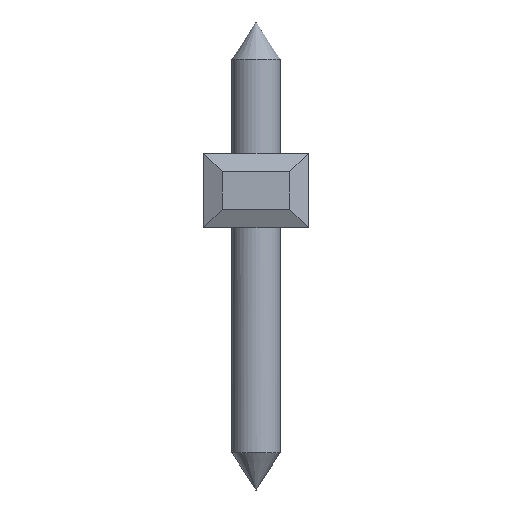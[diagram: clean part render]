
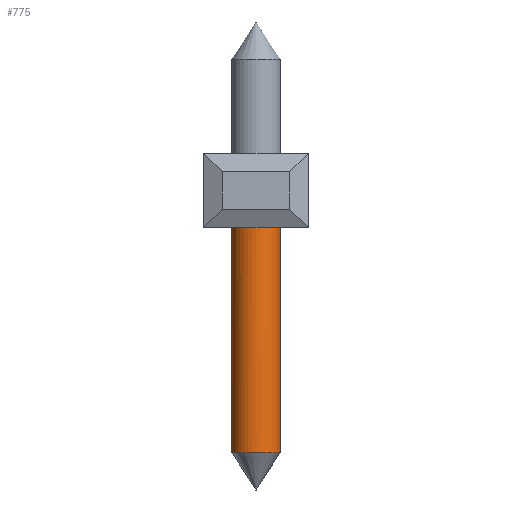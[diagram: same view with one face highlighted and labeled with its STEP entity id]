
A CAD part, left-side view. The second image highlights one B-rep face of the part: STEP entity #775.
In plain terms, the highlighted cylindrical face has radius 0.65 mm (diameter 1.3 mm), a full revolution.
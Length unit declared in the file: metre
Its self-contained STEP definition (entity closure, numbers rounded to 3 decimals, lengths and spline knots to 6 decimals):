
#775=ADVANCED_FACE('',(#1594,#1595),#1596,.T.);
#1594=FACE_OUTER_BOUND('',#2405,.T.);
#1595=FACE_OUTER_BOUND('',#2406,.T.);
#1596=CYLINDRICAL_SURFACE('',#2407,0.00065);
#2405=EDGE_LOOP('',(#4552));
#2406=EDGE_LOOP('',(#4553));
#2407=AXIS2_PLACEMENT_3D('',#4554,#4555,#4556);
#4552=ORIENTED_EDGE('',*,*,#5298,.F.);
#4553=ORIENTED_EDGE('',*,*,#4600,.F.);
#4554=CARTESIAN_POINT('',(-0.00435,-0.03326,0.0025));
#4555=DIRECTION('',(0.0,0.,-1.0));
#4556=DIRECTION('',(-1.0,0.0,0.0));
#4600=EDGE_CURVE('',#5435,#5435,#5436,.T.);
#5298=EDGE_CURVE('',#6434,#6434,#6435,.T.);
#5435=VERTEX_POINT('',#6598);
#5436=CIRCLE('',#6599,0.00065);
#6434=VERTEX_POINT('',#8080);
#6435=CIRCLE('',#8081,0.00065);
#6598=CARTESIAN_POINT('',(-0.00396,-0.03274,-0.008));
#6599=AXIS2_PLACEMENT_3D('',#8292,#8293,#8294);
#8080=CARTESIAN_POINT('',(-0.00435,-0.03391,-0.0018));
#8081=AXIS2_PLACEMENT_3D('',#8820,#8821,#8822);
#8292=CARTESIAN_POINT('',(-0.00435,-0.03326,-0.008));
#8293=DIRECTION('',(0.,0.,-1.0));
#8294=DIRECTION('',(0.6,0.8,0.));
#8820=CARTESIAN_POINT('',(-0.00435,-0.03326,-0.0018));
#8821=DIRECTION('',(0.0,0.,1.0));
#8822=DIRECTION('',(0.0,-1.0,0.));
